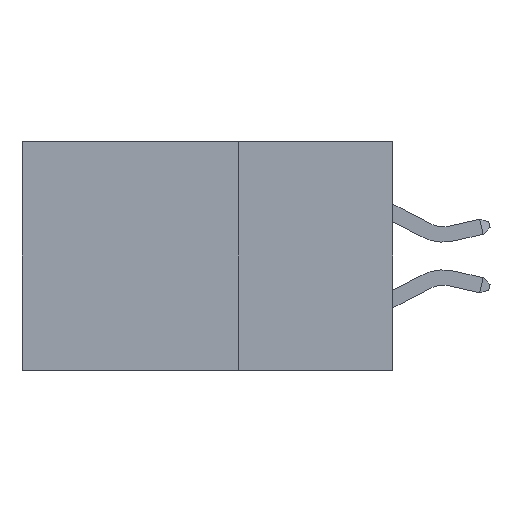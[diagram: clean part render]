
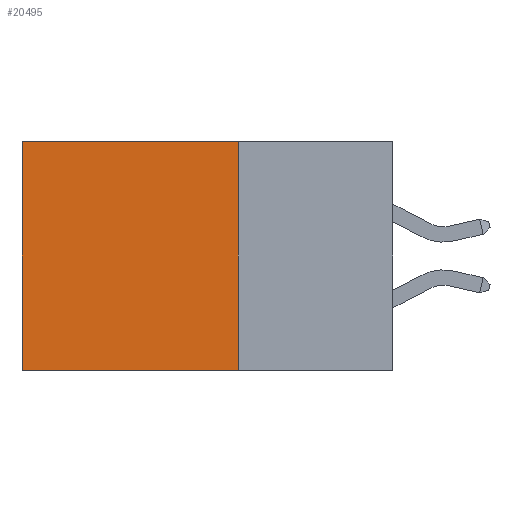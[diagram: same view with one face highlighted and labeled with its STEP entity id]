
A CAD part, left-side view. The second image highlights one B-rep face of the part: STEP entity #20495.
In plain terms, the highlighted planar face has unit normal (-1, 0, 0).
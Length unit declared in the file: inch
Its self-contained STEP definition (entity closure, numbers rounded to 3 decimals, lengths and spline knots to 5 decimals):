
#815 = EDGE_CURVE ( 'NONE', #22560, #7759, #2620, .T. ) ;
#960 = CARTESIAN_POINT ( 'NONE',  ( 0.2875, 0.6, 0. ) ) ;
#1152 = DIRECTION ( 'NONE',  ( 1., 0., 0. ) ) ;
#2620 = LINE ( 'NONE', #24431, #20747 ) ;
#4525 = DIRECTION ( 'NONE',  ( 0., 0., -1. ) ) ;
#5550 = ORIENTED_EDGE ( 'NONE', *, *, #21951, .F. ) ;
#6806 = CARTESIAN_POINT ( 'NONE',  ( 0.2875, 0.25, 0. ) ) ;
#6933 = VECTOR ( 'NONE', #8474, 39.37008 ) ;
#7368 = VERTEX_POINT ( 'NONE', #9641 ) ;
#7668 = ORIENTED_EDGE ( 'NONE', *, *, #815, .F. ) ;
#7759 = VERTEX_POINT ( 'NONE', #11047 ) ;
#8092 = CARTESIAN_POINT ( 'NONE',  ( 0.2875, 0.25, 0. ) ) ;
#8474 = DIRECTION ( 'NONE',  ( 0., 1., 0. ) ) ;
#9641 = CARTESIAN_POINT ( 'NONE',  ( 0.2875, 0.25, 0. ) ) ;
#9907 = EDGE_CURVE ( 'NONE', #25491, #7759, #20815, .T. ) ;
#10472 = CARTESIAN_POINT ( 'NONE',  ( 0.2875, 0.6, 0. ) ) ;
#11047 = CARTESIAN_POINT ( 'NONE',  ( 0.2875, 0.6, -0.37 ) ) ;
#12861 = DIRECTION ( 'NONE',  ( 0., 0., -1. ) ) ;
#15224 = ORIENTED_EDGE ( 'NONE', *, *, #9907, .T. ) ;
#17357 = AXIS2_PLACEMENT_3D ( 'NONE', #8092, #1152, #24478 ) ;
#20495 = ADVANCED_FACE ( 'NONE', ( #20995 ), #22445, .F. ) ;
#20641 = CARTESIAN_POINT ( 'NONE',  ( 0.2875, 0.25, -0.37 ) ) ;
#20747 = VECTOR ( 'NONE', #29210, 39.37008 ) ;
#20815 = LINE ( 'NONE', #10472, #26346 ) ;
#20817 = ORIENTED_EDGE ( 'NONE', *, *, #29767, .T. ) ;
#20995 = FACE_OUTER_BOUND ( 'NONE', #25519, .T. ) ;
#21951 = EDGE_CURVE ( 'NONE', #7368, #22560, #28658, .T. ) ;
#22445 = PLANE ( 'NONE',  #17357 ) ;
#22560 = VERTEX_POINT ( 'NONE', #20641 ) ;
#22619 = CARTESIAN_POINT ( 'NONE',  ( 0.2875, 0.25, 0. ) ) ;
#23209 = LINE ( 'NONE', #22619, #6933 ) ;
#24431 = CARTESIAN_POINT ( 'NONE',  ( 0.2875, 0.25, -0.37 ) ) ;
#24478 = DIRECTION ( 'NONE',  ( 0., 0., -1. ) ) ;
#25491 = VERTEX_POINT ( 'NONE', #960 ) ;
#25519 = EDGE_LOOP ( 'NONE', ( #15224, #7668, #5550, #20817 ) ) ;
#26346 = VECTOR ( 'NONE', #12861, 39.37008 ) ;
#26424 = VECTOR ( 'NONE', #4525, 39.37008 ) ;
#28658 = LINE ( 'NONE', #6806, #26424 ) ;
#29210 = DIRECTION ( 'NONE',  ( 0., 1., 0. ) ) ;
#29767 = EDGE_CURVE ( 'NONE', #7368, #25491, #23209, .T. ) ;
